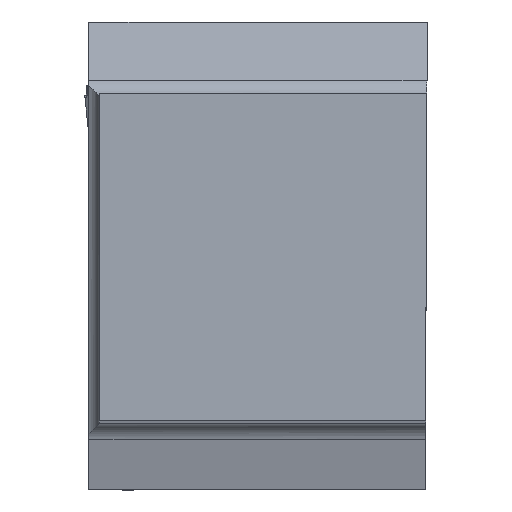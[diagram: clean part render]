
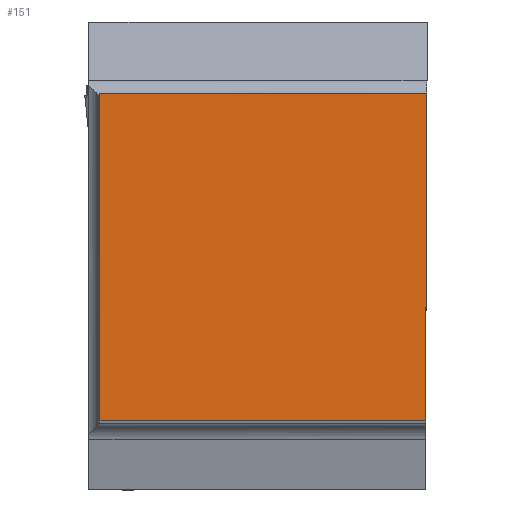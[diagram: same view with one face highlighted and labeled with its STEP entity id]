
A CAD part, top view. The second image highlights one B-rep face of the part: STEP entity #151.
In plain terms, the highlighted planar face has unit normal (0, 0, 1).
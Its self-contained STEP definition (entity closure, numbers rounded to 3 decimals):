
#151=ADVANCED_FACE('CU_BACK_SU1',(#262),#221,.F.);
#221=PLANE('',#1547);
#262=FACE_OUTER_BOUND('',#333,.T.);
#333=EDGE_LOOP('',(#524,#525,#526,#527));
#524=ORIENTED_EDGE('',*,*,#1048,.T.);
#525=ORIENTED_EDGE('',*,*,#1043,.T.);
#526=ORIENTED_EDGE('',*,*,#1049,.T.);
#527=ORIENTED_EDGE('',*,*,#1050,.F.);
#907=VERTEX_POINT('',#2203);
#908=VERTEX_POINT('',#2205);
#910=VERTEX_POINT('',#2214);
#911=VERTEX_POINT('',#2216);
#1043=EDGE_CURVE('',#908,#907,#1223,.T.);
#1048=EDGE_CURVE('',#910,#908,#1227,.T.);
#1049=EDGE_CURVE('',#907,#911,#1228,.T.);
#1050=EDGE_CURVE('',#910,#911,#1229,.T.);
#1223=LINE('',#2204,#1352);
#1227=LINE('',#2213,#1356);
#1228=LINE('',#2215,#1357);
#1229=LINE('',#2217,#1358);
#1352=VECTOR('',#1725,1.);
#1356=VECTOR('',#1735,1.);
#1357=VECTOR('',#1736,1.);
#1358=VECTOR('',#1737,1.);
#1547=AXIS2_PLACEMENT_3D('',#2218,#1738,#1739);
#1725=DIRECTION('',(0.004,1.,0.));
#1735=DIRECTION('',(1.,0.,0.));
#1736=DIRECTION('',(-1.,0.,0.));
#1737=DIRECTION('',(0.,1.,0.));
#1738=DIRECTION('',(0.,0.,-1.));
#1739=DIRECTION('',(-1.,0.,0.));
#2203=CARTESIAN_POINT('',(0.,24.875,0.));
#2204=CARTESIAN_POINT('',(0.088,44.976,0.));
#2205=CARTESIAN_POINT('',(-0.109,0.,0.));
#2213=CARTESIAN_POINT('',(23.244,0.,0.));
#2214=CARTESIAN_POINT('',(-24.875,0.,0.));
#2215=CARTESIAN_POINT('',(23.244,24.875,0.));
#2216=CARTESIAN_POINT('',(-24.875,24.875,0.));
#2217=CARTESIAN_POINT('',(-24.875,44.875,0.));
#2218=CARTESIAN_POINT('',(23.244,44.875,0.));
